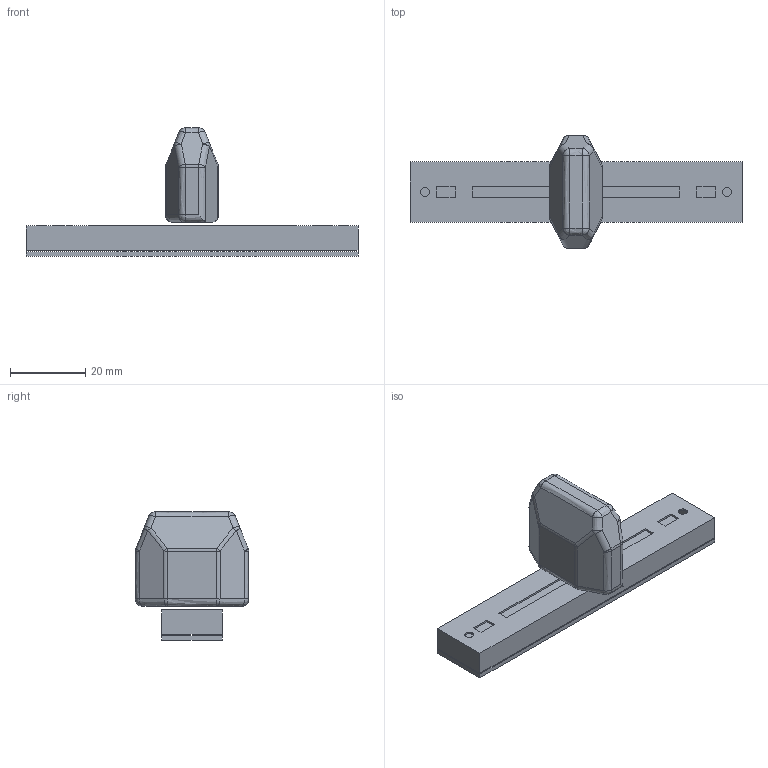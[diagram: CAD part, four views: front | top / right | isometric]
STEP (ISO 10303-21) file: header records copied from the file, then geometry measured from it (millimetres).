
FILE_DESCRIPTION(/* description */ ('STEP AP242','CAx-IF Rec.Pracs.---Representation and Presentation of Product Manufacturing Information (PMI)---4.0---2014-10-13','CAx-IF Rec.Pracs.---3D Tessellated Geometry---0.4---2014-09-14','2;1'),/* implementation_level */ '2;1');
FILE_NAME(/* name */ '65167d86992be108e91731ed',/* time_stamp */ '2023-09-29T07:32:23Z',/* author */ (''),/* organization */ (''),/* preprocessor_version */ 'ST-DEVELOPER v19.4',/* originating_system */ ' ',/* authorisation */ ' ');
FILE_SCHEMA (('AP242_MANAGED_MODEL_BASED_3D_ENGINEERING_MIM_LF { 1 0 10303 442 1 1 4 }'));
Length unit declared in the file: metre
Products named in the file (3): Part 2; Part 1; Part 3
Bounding box: 88 x 30 x 34 mm (x, y, z)
Volume: 10679.7 mm3; surface area: 10399.6 mm2
Topology: 3 solids, 3 shells, 102 faces, 219 edges, 124 vertices
Faces by surface type: bspline 57, plane 43, cylinder 2
Full cylindrical faces by diameter (mm): 2.387 x2
Entity records: 11710 total; most frequent: CARTESIAN_POINT 9904, ORIENTED_EDGE 434, EDGE_CURVE 217, DIRECTION 177, B_SPLINE_CURVE_WITH_KNOTS 140, VERTEX_POINT 124, EDGE_LOOP 115, FACE_BOUND 115
